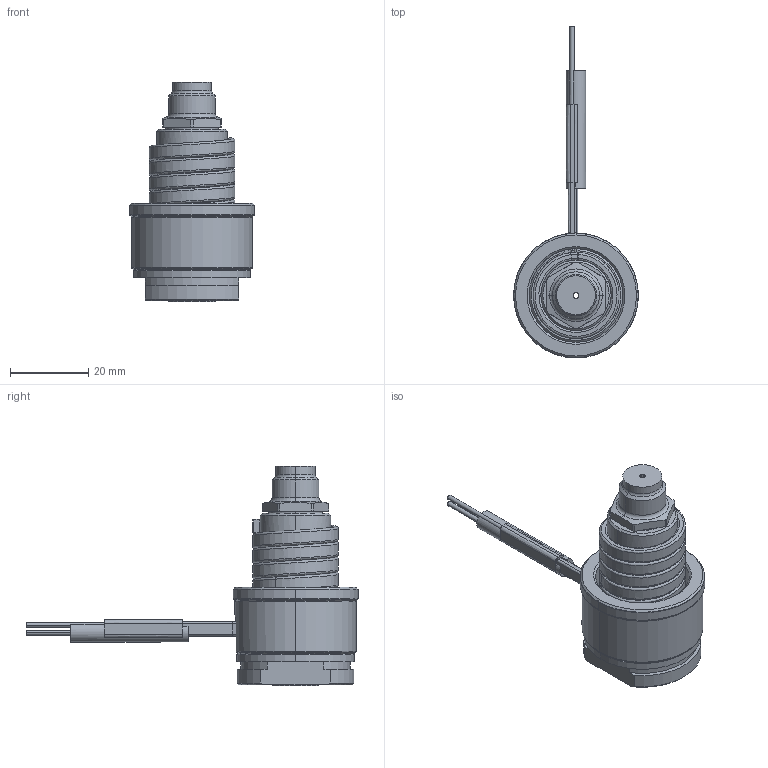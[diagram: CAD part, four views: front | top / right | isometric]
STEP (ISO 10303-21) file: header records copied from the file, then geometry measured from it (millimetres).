
FILE_DESCRIPTION((''),'2;1');
FILE_NAME('SM-56-AEM-N','2014-02-14T',('Íàòàëüÿ'),('IMID'),'PRO/ENGINEER BY PARAMETRIC TECHNOLOGY CORPORATION, 2010480','PRO/ENGINEER BY PARAMETRIC TECHNOLOGY CORPORATION, 2010480','');
FILE_SCHEMA(('CONFIG_CONTROL_DESIGN'));
Length unit declared in the file: millimetre
Products named in the file (1): SM-56-AEM-N
Bounding box: 32 x 85 x 56.2 mm (x, y, z)
Volume: 22543 mm3; surface area: 14387.7 mm2
Topology: 1 solids, 7 shells, 296 faces, 746 edges, 445 vertices
Faces by surface type: cylinder 103, cone 52, bspline 51, plane 48, torus 24, revolution 9, extrusion 7, sphere 2
Entity records: 15212 total; most frequent: CARTESIAN_POINT 8411, ORIENTED_EDGE 1452, DIRECTION 1338, EDGE_CURVE 738, AXIS2_PLACEMENT_3D 534, VERTEX_POINT 445, EDGE_LOOP 317, CIRCLE 304
